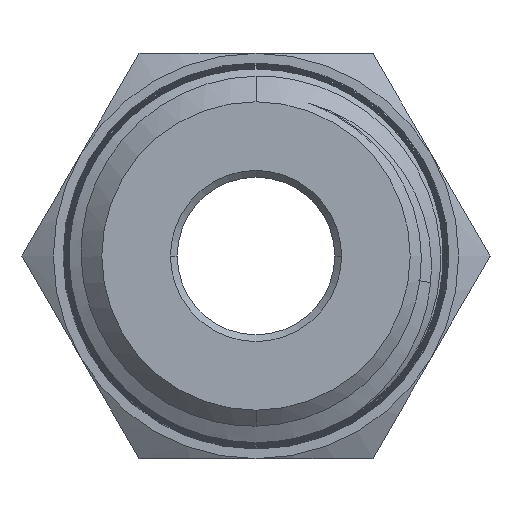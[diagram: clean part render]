
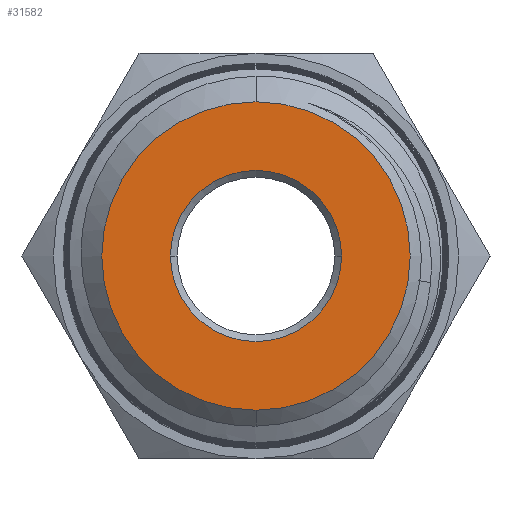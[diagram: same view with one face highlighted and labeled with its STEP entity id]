
A CAD part, front view. The second image highlights one B-rep face of the part: STEP entity #31582.
In plain terms, the highlighted planar face has unit normal (0, -1, 0).
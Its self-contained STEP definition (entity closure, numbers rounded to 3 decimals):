
#387 = ORIENTED_EDGE ( 'NONE', *, *, #54123, .T. ) ;
#933 = ORIENTED_EDGE ( 'NONE', *, *, #30898, .F. ) ;
#1005 = EDGE_CURVE ( 'NONE', #17360, #50743, #12345, .T. ) ;
#5352 = PLANE ( 'NONE',  #54101 ) ;
#5899 = AXIS2_PLACEMENT_3D ( 'NONE', #36856, #11043, #41187 ) ;
#6744 = AXIS2_PLACEMENT_3D ( 'NONE', #14286, #17255, #16884 ) ;
#9042 = EDGE_LOOP ( 'NONE', ( #387, #50779 ) ) ;
#11043 = DIRECTION ( 'NONE',  ( 0., 1., 0. ) ) ;
#12345 = CIRCLE ( 'NONE', #6744, 6.849 ) ;
#14007 = DIRECTION ( 'NONE',  ( 0., -1., 0. ) ) ;
#14286 = CARTESIAN_POINT ( 'NONE',  ( 0., -12.5, 0. ) ) ;
#16884 = DIRECTION ( 'NONE',  ( 0., 0., 1. ) ) ;
#17255 = DIRECTION ( 'NONE',  ( 0., 1., 0. ) ) ;
#17360 = VERTEX_POINT ( 'NONE', #44929 ) ;
#18443 = DIRECTION ( 'NONE',  ( 0., 1., 0. ) ) ;
#20476 = DIRECTION ( 'NONE',  ( 0., 1., 0. ) ) ;
#20723 = AXIS2_PLACEMENT_3D ( 'NONE', #44228, #18443, #48545 ) ;
#28691 = CARTESIAN_POINT ( 'NONE',  ( -3.8, -12.5, 0. ) ) ;
#29706 = VERTEX_POINT ( 'NONE', #50802 ) ;
#30898 = EDGE_CURVE ( 'NONE', #50743, #17360, #53981, .T. ) ;
#31056 = CIRCLE ( 'NONE', #20723, 3.8 ) ;
#31582 = ADVANCED_FACE ( 'NONE', ( #38452, #48537 ), #5352, .T. ) ;
#32030 = VERTEX_POINT ( 'NONE', #28691 ) ;
#35206 = CARTESIAN_POINT ( 'NONE',  ( 0., -12.5, -6.849 ) ) ;
#35479 = CARTESIAN_POINT ( 'NONE',  ( 0., -12.5, 0. ) ) ;
#35650 = CIRCLE ( 'NONE', #50526, 3.8 ) ;
#36856 = CARTESIAN_POINT ( 'NONE',  ( 0., -12.5, 0. ) ) ;
#37863 = EDGE_CURVE ( 'NONE', #32030, #29706, #35650, .T. ) ;
#38452 = FACE_BOUND ( 'NONE', #9042, .T. ) ;
#41187 = DIRECTION ( 'NONE',  ( 0., 0., 1. ) ) ;
#44134 = DIRECTION ( 'NONE',  ( 0., 0., -1. ) ) ;
#44228 = CARTESIAN_POINT ( 'NONE',  ( 0., -12.5, 0. ) ) ;
#44929 = CARTESIAN_POINT ( 'NONE',  ( 0., -12.5, 6.849 ) ) ;
#46264 = CARTESIAN_POINT ( 'NONE',  ( 0., -12.5, 0. ) ) ;
#47501 = EDGE_LOOP ( 'NONE', ( #47820, #933 ) ) ;
#47820 = ORIENTED_EDGE ( 'NONE', *, *, #1005, .F. ) ;
#48537 = FACE_OUTER_BOUND ( 'NONE', #47501, .T. ) ;
#48545 = DIRECTION ( 'NONE',  ( 1., 0., 0. ) ) ;
#50526 = AXIS2_PLACEMENT_3D ( 'NONE', #46264, #20476, #50588 ) ;
#50588 = DIRECTION ( 'NONE',  ( 1., 0., 0. ) ) ;
#50743 = VERTEX_POINT ( 'NONE', #35206 ) ;
#50779 = ORIENTED_EDGE ( 'NONE', *, *, #37863, .T. ) ;
#50802 = CARTESIAN_POINT ( 'NONE',  ( 3.8, -12.5, 0. ) ) ;
#53981 = CIRCLE ( 'NONE', #5899, 6.849 ) ;
#54101 = AXIS2_PLACEMENT_3D ( 'NONE', #35479, #14007, #44134 ) ;
#54123 = EDGE_CURVE ( 'NONE', #29706, #32030, #31056, .T. ) ;
